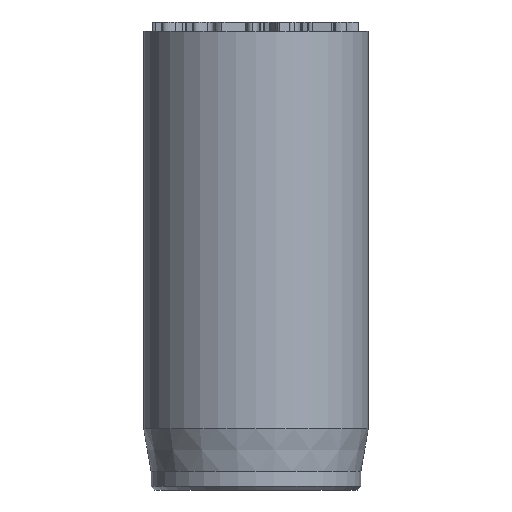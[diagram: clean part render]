
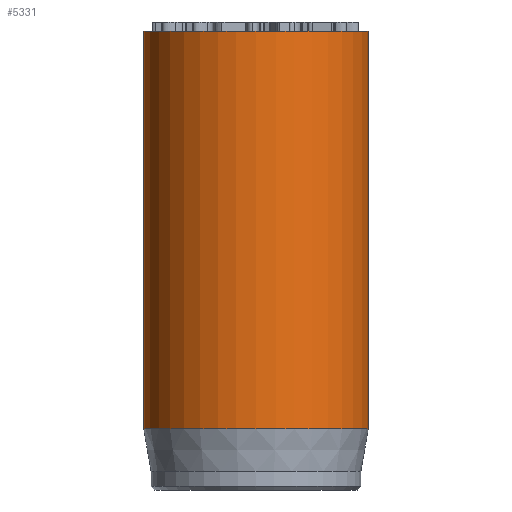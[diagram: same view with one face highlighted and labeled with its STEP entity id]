
A CAD part, front view. The second image highlights one B-rep face of the part: STEP entity #5331.
In plain terms, the highlighted cylindrical face has radius 6 mm (diameter 12 mm), a full revolution.
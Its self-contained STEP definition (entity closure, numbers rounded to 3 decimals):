
#32=CYLINDRICAL_SURFACE('',#5538,6.);
#44=CIRCLE('',#5505,6.);
#60=CIRCLE('',#5536,6.);
#61=CIRCLE('',#5537,6.);
#428=FACE_OUTER_BOUND('',#744,.T.);
#744=EDGE_LOOP('',(#4609,#4610,#4611,#4612,#4613));
#1118=LINE('',#9789,#1510);
#1510=VECTOR('',#6088,6.);
#2389=VERTEX_POINT('',#9728);
#2405=VERTEX_POINT('',#9783);
#2406=VERTEX_POINT('',#9784);
#3131=EDGE_CURVE('',#2389,#2389,#44,.T.);
#3155=EDGE_CURVE('',#2405,#2406,#60,.T.);
#3156=EDGE_CURVE('',#2406,#2405,#61,.T.);
#3158=EDGE_CURVE('',#2389,#2405,#1118,.T.);
#4609=ORIENTED_EDGE('',*,*,#3131,.T.);
#4610=ORIENTED_EDGE('',*,*,#3158,.T.);
#4611=ORIENTED_EDGE('',*,*,#3155,.T.);
#4612=ORIENTED_EDGE('',*,*,#3156,.T.);
#4613=ORIENTED_EDGE('',*,*,#3158,.F.);
#5331=ADVANCED_FACE('',(#428),#32,.T.);
#5505=AXIS2_PLACEMENT_3D('',#9729,#6011,#6012);
#5536=AXIS2_PLACEMENT_3D('',#9785,#6081,#6082);
#5537=AXIS2_PLACEMENT_3D('',#9786,#6083,#6084);
#5538=AXIS2_PLACEMENT_3D('',#9788,#6086,#6087);
#6011=DIRECTION('center_axis',(0.,0.,-1.));
#6012=DIRECTION('ref_axis',(-1.,0.,0.));
#6081=DIRECTION('center_axis',(0.,0.,1.));
#6082=DIRECTION('ref_axis',(-1.,0.,0.));
#6083=DIRECTION('center_axis',(0.,0.,1.));
#6084=DIRECTION('ref_axis',(-1.,0.,0.));
#6086=DIRECTION('center_axis',(0.,0.,1.));
#6087=DIRECTION('ref_axis',(-1.,0.,0.));
#6088=DIRECTION('',(0.,0.,-1.));
#9728=CARTESIAN_POINT('',(6.,0.,24.5));
#9729=CARTESIAN_POINT('Origin',(0.,0.,24.5));
#9783=CARTESIAN_POINT('',(6.,0.,3.269));
#9784=CARTESIAN_POINT('',(-6.,0.,3.269));
#9785=CARTESIAN_POINT('Origin',(0.,0.,3.269));
#9786=CARTESIAN_POINT('Origin',(0.,0.,3.269));
#9788=CARTESIAN_POINT('Origin',(0.,0.,0.));
#9789=CARTESIAN_POINT('',(6.,0.,0.));
